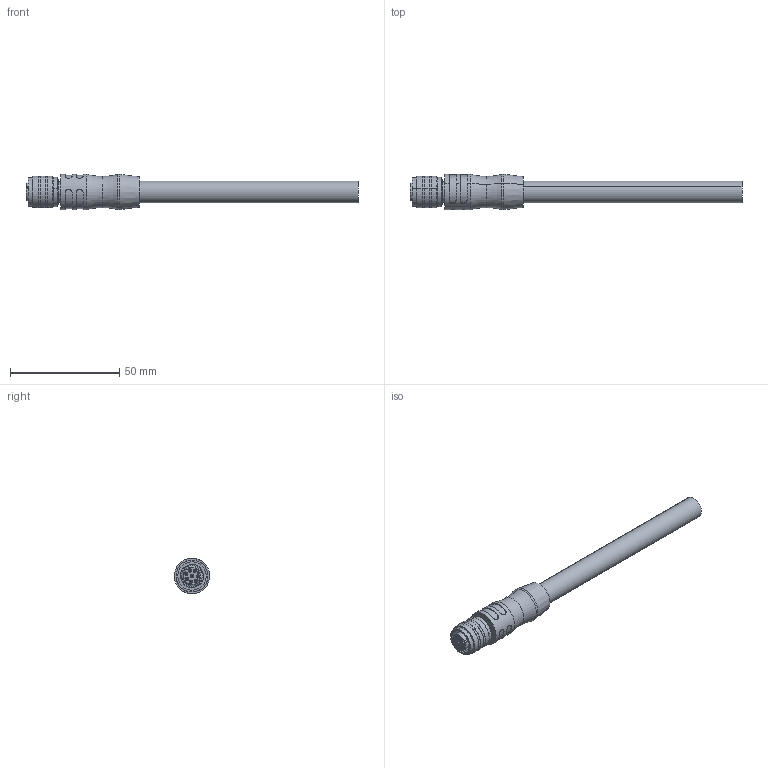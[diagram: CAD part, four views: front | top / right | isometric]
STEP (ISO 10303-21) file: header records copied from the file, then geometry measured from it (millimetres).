
FILE_DESCRIPTION((''),'2;1');
FILE_NAME('EK8-M-S10_ASM','2019-03-26T',('xin.jin'),(''),'PRO/ENGINEER BY PARAMETRIC TECHNOLOGY CORPORATION, 2012060','PRO/ENGINEER BY PARAMETRIC TECHNOLOGY CORPORATION, 2012060','');
FILE_SCHEMA(('AUTOMOTIVE_DESIGN { 1 0 10303 214 1 1 1 1 }'));
Length unit declared in the file: millimetre
Products named in the file (1): EK8-M-S10_ASM
Bounding box: 151.9 x 16.2 x 16.2 mm (x, y, z)
Volume: 16190.9 mm3; surface area: 8367.4 mm2
Topology: 1 solids, 3 shells, 583 faces, 1597 edges, 1032 vertices
Faces by surface type: cylinder 257, plane 244, cone 36, bspline 32, torus 14
Entity records: 21259 total; most frequent: CARTESIAN_POINT 6073, DIRECTION 3303, ORIENTED_EDGE 3162, EDGE_CURVE 1581, AXIS2_PLACEMENT_3D 1309, VERTEX_POINT 1032, CIRCLE 758, VECTOR 685
